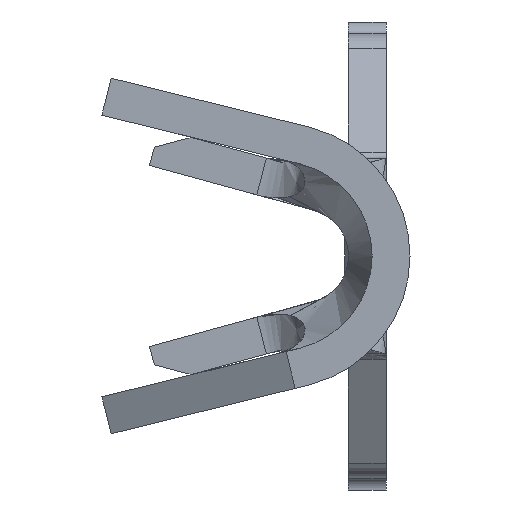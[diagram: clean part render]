
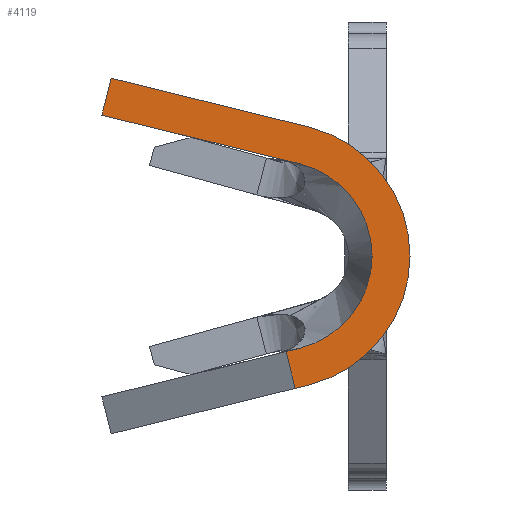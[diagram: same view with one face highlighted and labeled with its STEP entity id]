
A CAD part, left-side view. The second image highlights one B-rep face of the part: STEP entity #4119.
In plain terms, the highlighted planar face has unit normal (-1, 0, 0).
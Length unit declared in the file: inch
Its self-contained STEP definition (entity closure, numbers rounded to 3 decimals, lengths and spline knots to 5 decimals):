
#22 = LINE ( 'NONE', #496, #4381 ) ;
#170 = DIRECTION ( 'NONE',  ( 0., 0.971, 0.24 ) ) ;
#221 = LINE ( 'NONE', #1662, #4575 ) ;
#380 = AXIS2_PLACEMENT_3D ( 'NONE', #6505, #3085, #7073 ) ;
#424 = VECTOR ( 'NONE', #170, 39.37008 ) ;
#448 = EDGE_CURVE ( 'NONE', #3936, #4765, #5288, .T. ) ;
#478 = VERTEX_POINT ( 'NONE', #2225 ) ;
#496 = CARTESIAN_POINT ( 'NONE',  ( -0.57, 0.07283, 0.07767 ) ) ;
#531 = EDGE_CURVE ( 'NONE', #5032, #478, #221, .T. ) ;
#545 = ORIENTED_EDGE ( 'NONE', *, *, #6458, .T. ) ;
#926 = DIRECTION ( 'NONE',  ( -1., 0., 0. ) ) ;
#961 = EDGE_CURVE ( 'NONE', #5018, #5549, #2067, .T. ) ;
#1208 = CARTESIAN_POINT ( 'NONE',  ( -0.57, 0.06516, -0.10874 ) ) ;
#1374 = DIRECTION ( 'NONE',  ( 0., 0.971, -0.24 ) ) ;
#1481 = ORIENTED_EDGE ( 'NONE', *, *, #531, .T. ) ;
#1558 = EDGE_LOOP ( 'NONE', ( #4887, #3612, #5276, #3326, #1481, #545, #5869, #3519 ) ) ;
#1636 = DIRECTION ( 'NONE',  ( 0., 0.24, -0.971 ) ) ;
#1662 = CARTESIAN_POINT ( 'NONE',  ( -0.57, 0.24, 0.11893 ) ) ;
#1855 = VECTOR ( 'NONE', #5189, 39.37008 ) ;
#1945 = CARTESIAN_POINT ( 'NONE',  ( -0.57, 0.07283, -0.07767 ) ) ;
#2067 = CIRCLE ( 'NONE', #380, 0.08 ) ;
#2085 = LINE ( 'NONE', #6993, #424 ) ;
#2225 = CARTESIAN_POINT ( 'NONE',  ( -0.57, 0.24, 0.11893 ) ) ;
#2266 = VERTEX_POINT ( 'NONE', #3554 ) ;
#2657 = DIRECTION ( 'NONE',  ( -1., 0., 0. ) ) ;
#2754 = AXIS2_PLACEMENT_3D ( 'NONE', #4342, #926, #4910 ) ;
#2806 = CARTESIAN_POINT ( 'NONE',  ( -0.57, 0.12988, 0.10259 ) ) ;
#2905 = DIRECTION ( 'NONE',  ( 0., -0.24, -0.971 ) ) ;
#2908 = EDGE_CURVE ( 'NONE', #5549, #3936, #6068, .T. ) ;
#3085 = DIRECTION ( 'NONE',  ( 1., 0., 0. ) ) ;
#3326 = ORIENTED_EDGE ( 'NONE', *, *, #5022, .T. ) ;
#3381 = VECTOR ( 'NONE', #1374, 39.37008 ) ;
#3519 = ORIENTED_EDGE ( 'NONE', *, *, #2908, .T. ) ;
#3554 = CARTESIAN_POINT ( 'NONE',  ( -0.57, 0.06516, 0.10874 ) ) ;
#3612 = ORIENTED_EDGE ( 'NONE', *, *, #3814, .T. ) ;
#3772 = VECTOR ( 'NONE', #2905, 39.37008 ) ;
#3793 = CARTESIAN_POINT ( 'NONE',  ( -0.57, 0.07699, -0.11166 ) ) ;
#3814 = EDGE_CURVE ( 'NONE', #4765, #6462, #6593, .T. ) ;
#3936 = VERTEX_POINT ( 'NONE', #4175 ) ;
#4119 = ADVANCED_FACE ( 'NONE', ( #6299 ), #7193, .T. ) ;
#4175 = CARTESIAN_POINT ( 'NONE',  ( -0.57, 0.08466, -0.08059 ) ) ;
#4342 = CARTESIAN_POINT ( 'NONE',  ( -0.57, 0.092, 0. ) ) ;
#4381 = VECTOR ( 'NONE', #5049, 39.37008 ) ;
#4575 = VECTOR ( 'NONE', #1636, 39.37008 ) ;
#4658 = AXIS2_PLACEMENT_3D ( 'NONE', #6078, #2657, #6656 ) ;
#4765 = VERTEX_POINT ( 'NONE', #3793 ) ;
#4887 = ORIENTED_EDGE ( 'NONE', *, *, #448, .T. ) ;
#4910 = DIRECTION ( 'NONE',  ( 0., 0., 1. ) ) ;
#5018 = VERTEX_POINT ( 'NONE', #5219 ) ;
#5022 = EDGE_CURVE ( 'NONE', #2266, #5032, #2085, .T. ) ;
#5032 = VERTEX_POINT ( 'NONE', #5873 ) ;
#5049 = DIRECTION ( 'NONE',  ( 0., -0.971, -0.24 ) ) ;
#5189 = DIRECTION ( 'NONE',  ( 0., -0.971, 0.24 ) ) ;
#5219 = CARTESIAN_POINT ( 'NONE',  ( -0.57, 0.07283, 0.07767 ) ) ;
#5276 = ORIENTED_EDGE ( 'NONE', *, *, #7180, .T. ) ;
#5288 = LINE ( 'NONE', #2806, #3772 ) ;
#5368 = CARTESIAN_POINT ( 'NONE',  ( -0.57, 0.07283, -0.07767 ) ) ;
#5549 = VERTEX_POINT ( 'NONE', #1945 ) ;
#5869 = ORIENTED_EDGE ( 'NONE', *, *, #961, .T. ) ;
#5873 = CARTESIAN_POINT ( 'NONE',  ( -0.57, 0.23233, 0.15 ) ) ;
#6068 = LINE ( 'NONE', #5368, #3381 ) ;
#6078 = CARTESIAN_POINT ( 'NONE',  ( -0.57, 0.092, 0. ) ) ;
#6299 = FACE_OUTER_BOUND ( 'NONE', #1558, .T. ) ;
#6458 = EDGE_CURVE ( 'NONE', #478, #5018, #22, .T. ) ;
#6462 = VERTEX_POINT ( 'NONE', #6747 ) ;
#6505 = CARTESIAN_POINT ( 'NONE',  ( -0.57, 0.092, 0. ) ) ;
#6593 = LINE ( 'NONE', #1208, #1855 ) ;
#6656 = DIRECTION ( 'NONE',  ( 0., 0., 1. ) ) ;
#6747 = CARTESIAN_POINT ( 'NONE',  ( -0.57, 0.06516, -0.10874 ) ) ;
#6993 = CARTESIAN_POINT ( 'NONE',  ( -0.57, 0.06516, 0.10874 ) ) ;
#7073 = DIRECTION ( 'NONE',  ( 0., 0., 1. ) ) ;
#7180 = EDGE_CURVE ( 'NONE', #6462, #2266, #7336, .T. ) ;
#7193 = PLANE ( 'NONE',  #4658 ) ;
#7336 = CIRCLE ( 'NONE', #2754, 0.112 ) ;
